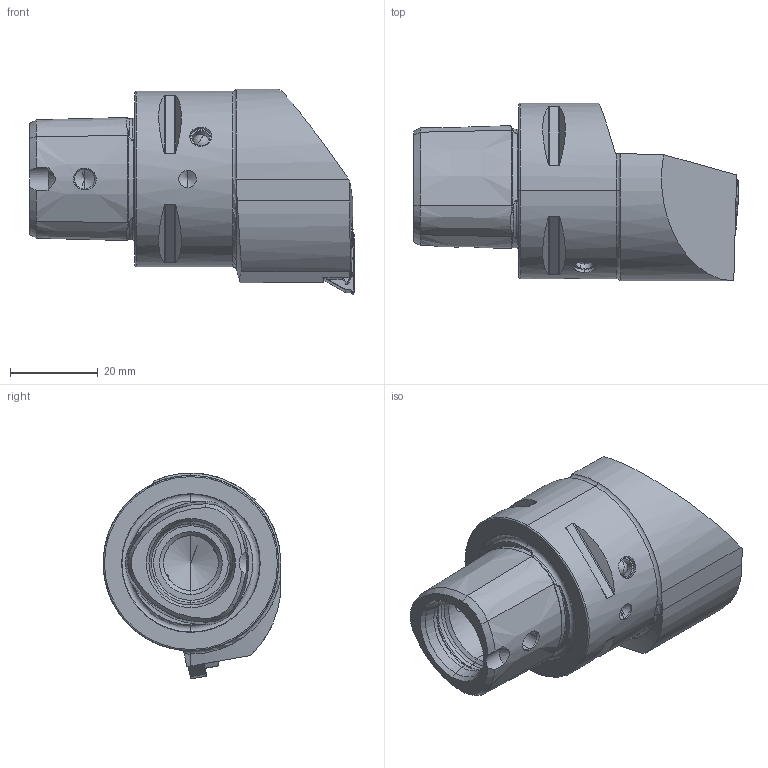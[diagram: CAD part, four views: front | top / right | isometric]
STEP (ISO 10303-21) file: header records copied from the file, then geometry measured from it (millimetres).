
FILE_DESCRIPTION (( 'STEP AP214' ), '1' );
FILE_NAME ('PS4.KGB.RGA.050.STEP', '2019-05-15T12:23:52', ( '' ), ( '' ), 'SwSTEP 2.0', 'SolidWorks 2017', '' );
FILE_SCHEMA (( 'AUTOMOTIVE_DESIGN' ));
Length unit declared in the file: millimetre
Products named in the file (13): LT16EL; WGB-ER2.101.003_A; WGB-ER3.001.007_A; PS4-KGB.RGA.050_A; KVT_MB_600_050; WGB-ER2.001.012_A; PS4.KGB.RGA.050; PS4-KGB.RGA.050_A_Fertigbearbeitung
Assembly tree (6 placements, depth 2):
  LT16EL
  WGB-ER2.101.003_A
  WGB-ER3.001.007_A
  PS4-KGB.RGA.050_A
  KVT_MB_600_050
Bounding box: 74 x 40.5 x 46.91 mm (x, y, z)
Volume: 53966.8 mm3; surface area: 13980.3 mm2
Topology: 7 solids, 7 shells, 335 faces, 819 edges, 494 vertices
Faces by surface type: cylinder 103, cone 99, plane 88, torus 43, sphere 2
Entity records: 11024 total; most frequent: CARTESIAN_POINT 2862, DIRECTION 1647, ORIENTED_EDGE 1600, EDGE_CURVE 800, AXIS2_PLACEMENT_3D 652, VERTEX_POINT 491, EDGE_LOOP 357, LINE 343
